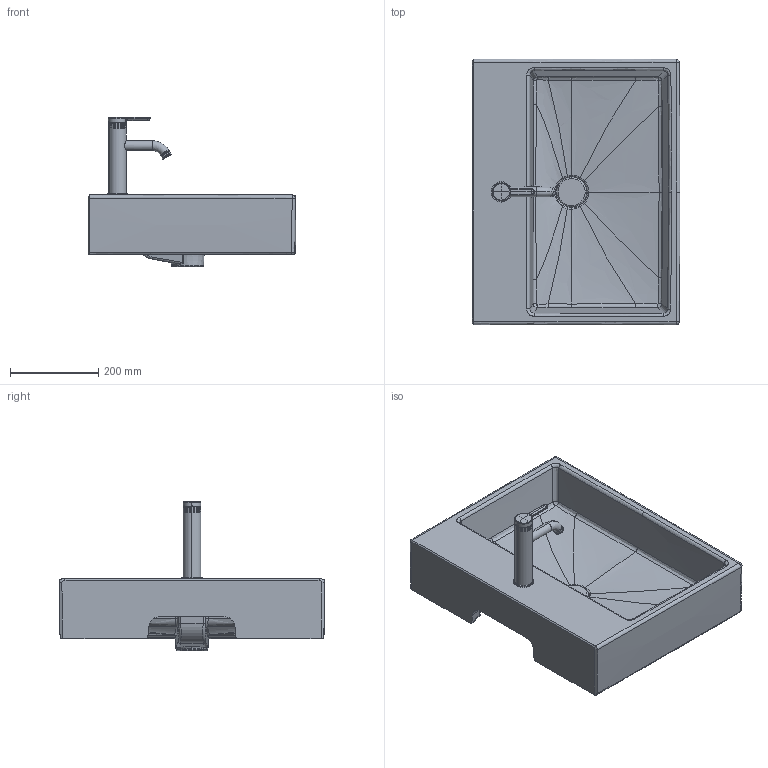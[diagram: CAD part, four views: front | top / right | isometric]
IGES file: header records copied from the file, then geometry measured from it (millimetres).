
Global section: file name: No Iges File Name specified; native system: Autodesk Inventor 2011; preprocessor: AutoDesk Inventor Iges Exporter R2011; author: Administrator; date: 20170704.204411; units: millimetre
Bounding box: 470.14 x 600.19 x 337.45 mm (x, y, z)
Volume: 13337048.2 mm3; surface area: 1162516.6 mm2
Topology: 8 solids, 11 shells, 590 faces, 1394 edges, 819 vertices
Faces by surface type: bspline 243, revolution 132, plane 96, cylinder 66, torus 33, cone 13, sphere 7
